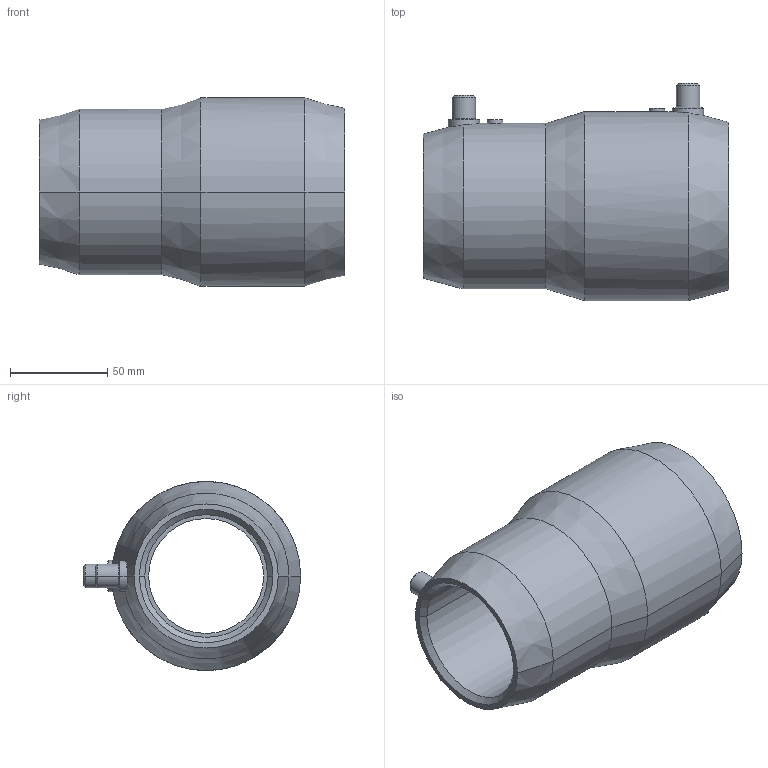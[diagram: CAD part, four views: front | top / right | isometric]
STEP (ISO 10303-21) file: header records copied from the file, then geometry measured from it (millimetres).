
FILE_DESCRIPTION( ( '' ), '1' );
FILE_NAME( 'MREL-A 075-063.stp', '2015-08-31T09:37:24', ( '' ), ( '' ), ' ', ' ', ' ' );
FILE_SCHEMA( ( 'automotive_design' ) );
Length unit declared in the file: millimetre
Products named in the file (1): 1
Bounding box: 157 x 111.5 x 97 mm (x, y, z)
Volume: 419359.2 mm3; surface area: 83991.5 mm2
Topology: 1 solids, 1 shells, 68 faces, 144 edges, 84 vertices
Faces by surface type: cylinder 32, cone 24, plane 12
Entity records: 3914 total; most frequent: CARTESIAN_POINT 715, DIRECTION 340, STYLED_ITEM 297, PRESENTATION_STYLE_ASSIGNMENT 297, COLOUR_RGB 297, ORIENTED_EDGE 288, EDGE_CURVE 144, CURVE_STYLE 144
